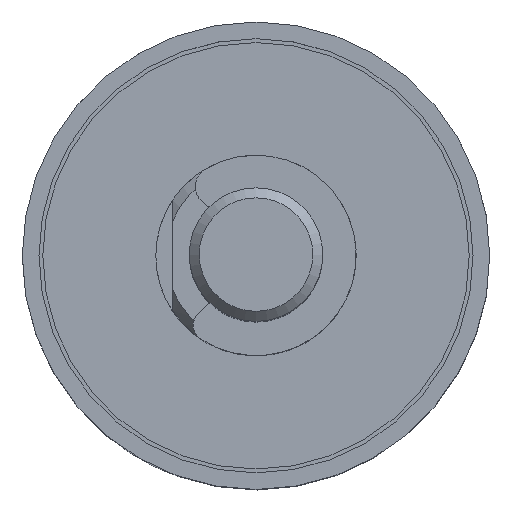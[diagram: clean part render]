
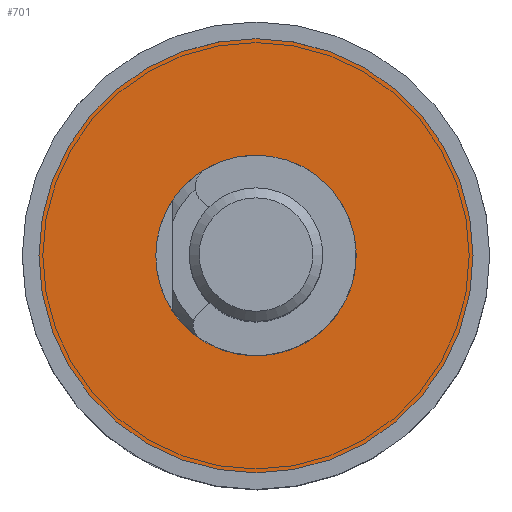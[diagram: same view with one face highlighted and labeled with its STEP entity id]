
A CAD part, top view. The second image highlights one B-rep face of the part: STEP entity #701.
In plain terms, the highlighted planar face has unit normal (0, 0, 1).
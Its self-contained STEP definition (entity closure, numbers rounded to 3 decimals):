
#43 = EDGE_LOOP ( 'NONE', ( #4138 ) ) ;
#58 = DIRECTION ( 'NONE',  ( 0., 0., -1. ) ) ;
#259 = PLANE ( 'NONE',  #8249 ) ;
#701 = ADVANCED_FACE ( 'NONE', ( #1950, #4769 ), #259, .T. ) ;
#744 = DIRECTION ( 'NONE',  ( -1., 0., 0. ) ) ;
#1590 = DIRECTION ( 'NONE',  ( 1., 0., 0. ) ) ;
#1614 = AXIS2_PLACEMENT_3D ( 'NONE', #5718, #58, #744 ) ;
#1690 = EDGE_CURVE ( 'NONE', #2841, #2841, #7879, .T. ) ;
#1762 = DIRECTION ( 'NONE',  ( 0., 0., 1. ) ) ;
#1790 = CIRCLE ( 'NONE', #1614, 3. ) ;
#1819 = DIRECTION ( 'NONE',  ( 1., 0., 0. ) ) ;
#1822 = AXIS2_PLACEMENT_3D ( 'NONE', #5282, #1762, #1819 ) ;
#1950 = FACE_BOUND ( 'NONE', #43, .T. ) ;
#2627 = VERTEX_POINT ( 'NONE', #8836 ) ;
#2841 = VERTEX_POINT ( 'NONE', #3992 ) ;
#3132 = EDGE_CURVE ( 'NONE', #2627, #2627, #1790, .T. ) ;
#3361 = ORIENTED_EDGE ( 'NONE', *, *, #1690, .T. ) ;
#3992 = CARTESIAN_POINT ( 'NONE',  ( 6.5, 0., 0.5 ) ) ;
#4138 = ORIENTED_EDGE ( 'NONE', *, *, #3132, .T. ) ;
#4389 = EDGE_LOOP ( 'NONE', ( #3361 ) ) ;
#4769 = FACE_OUTER_BOUND ( 'NONE', #4389, .T. ) ;
#5124 = CARTESIAN_POINT ( 'NONE',  ( 3., 0., 0.5 ) ) ;
#5282 = CARTESIAN_POINT ( 'NONE',  ( 0., 0., 0.5 ) ) ;
#5718 = CARTESIAN_POINT ( 'NONE',  ( 0., 0., 0.5 ) ) ;
#7879 = CIRCLE ( 'NONE', #1822, 6.5 ) ;
#8249 = AXIS2_PLACEMENT_3D ( 'NONE', #5124, #8486, #1590 ) ;
#8486 = DIRECTION ( 'NONE',  ( 0., 0., 1. ) ) ;
#8836 = CARTESIAN_POINT ( 'NONE',  ( -3., 0., 0.5 ) ) ;
